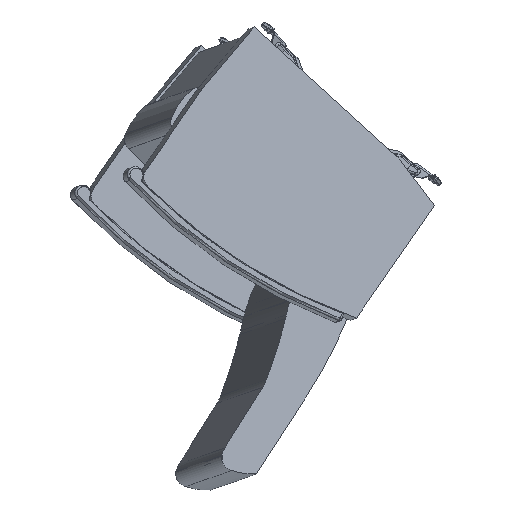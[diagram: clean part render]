
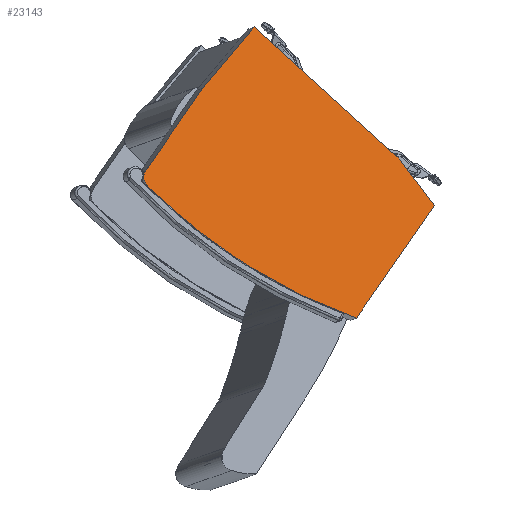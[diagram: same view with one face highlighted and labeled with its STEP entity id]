
A CAD part, left-side view. The second image highlights one B-rep face of the part: STEP entity #23143.
In plain terms, the highlighted face is planar.
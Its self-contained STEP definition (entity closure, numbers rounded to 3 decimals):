
#2515=CIRCLE('',#25665,1.25);
#2517=CIRCLE('',#25668,60.25);
#2519=CIRCLE('',#25671,60.25);
#2521=CIRCLE('',#25677,3.);
#3500=PLANE('',#25680);
#4722=FACE_OUTER_BOUND('',#5997,.T.);
#5997=EDGE_LOOP('',(#21626,#21627,#21628,#21629,#21630,#21631,#21632,#21633,
#21634,#21635,#21636));
#7625=LINE('',#47549,#9257);
#7629=LINE('',#47557,#9261);
#7632=LINE('',#47563,#9264);
#7635=LINE('',#47569,#9267);
#7641=LINE('',#47593,#9273);
#7644=LINE('',#47599,#9276);
#7647=LINE('',#47605,#9279);
#9257=VECTOR('',#31994,0.394);
#9261=VECTOR('',#32000,0.394);
#9264=VECTOR('',#32005,0.394);
#9267=VECTOR('',#32010,0.394);
#9273=VECTOR('',#32036,0.394);
#9276=VECTOR('',#32041,0.394);
#9279=VECTOR('',#32046,0.394);
#11876=VERTEX_POINT('',#47547);
#11877=VERTEX_POINT('',#47548);
#11880=VERTEX_POINT('',#47556);
#11882=VERTEX_POINT('',#47562);
#11884=VERTEX_POINT('',#47568);
#11886=VERTEX_POINT('',#47574);
#11888=VERTEX_POINT('',#47580);
#11890=VERTEX_POINT('',#47586);
#11892=VERTEX_POINT('',#47592);
#11894=VERTEX_POINT('',#47598);
#11896=VERTEX_POINT('',#47604);
#15127=EDGE_CURVE('',#11876,#11877,#7625,.T.);
#15131=EDGE_CURVE('',#11877,#11880,#7629,.T.);
#15134=EDGE_CURVE('',#11880,#11882,#7632,.T.);
#15137=EDGE_CURVE('',#11882,#11884,#7635,.T.);
#15140=EDGE_CURVE('',#11884,#11886,#2515,.T.);
#15143=EDGE_CURVE('',#11886,#11888,#2517,.T.);
#15146=EDGE_CURVE('',#11888,#11890,#2519,.T.);
#15149=EDGE_CURVE('',#11890,#11892,#7641,.T.);
#15152=EDGE_CURVE('',#11892,#11894,#7644,.T.);
#15155=EDGE_CURVE('',#11894,#11896,#7647,.T.);
#15158=EDGE_CURVE('',#11896,#11876,#2521,.T.);
#21626=ORIENTED_EDGE('',*,*,#15127,.T.);
#21627=ORIENTED_EDGE('',*,*,#15131,.T.);
#21628=ORIENTED_EDGE('',*,*,#15134,.T.);
#21629=ORIENTED_EDGE('',*,*,#15137,.T.);
#21630=ORIENTED_EDGE('',*,*,#15140,.T.);
#21631=ORIENTED_EDGE('',*,*,#15143,.T.);
#21632=ORIENTED_EDGE('',*,*,#15146,.T.);
#21633=ORIENTED_EDGE('',*,*,#15149,.T.);
#21634=ORIENTED_EDGE('',*,*,#15152,.T.);
#21635=ORIENTED_EDGE('',*,*,#15155,.T.);
#21636=ORIENTED_EDGE('',*,*,#15158,.T.);
#23143=ADVANCED_FACE('',(#4722),#3500,.T.);
#25665=AXIS2_PLACEMENT_3D('',#47575,#32015,#32016);
#25668=AXIS2_PLACEMENT_3D('',#47581,#32022,#32023);
#25671=AXIS2_PLACEMENT_3D('',#47587,#32029,#32030);
#25677=AXIS2_PLACEMENT_3D('',#47610,#32051,#32052);
#25680=AXIS2_PLACEMENT_3D('',#47613,#32057,#32058);
#31994=DIRECTION('',(1.,0.001,0.));
#32000=DIRECTION('',(-0.014,1.,0.));
#32005=DIRECTION('',(-0.11,0.994,0.));
#32010=DIRECTION('',(-0.106,0.994,0.));
#32015=DIRECTION('center_axis',(0.,0.,1.));
#32016=DIRECTION('ref_axis',(-0.988,-0.154,0.));
#32022=DIRECTION('center_axis',(0.,0.,1.));
#32023=DIRECTION('ref_axis',(-0.055,-0.998,0.));
#32029=DIRECTION('center_axis',(0.,0.,1.));
#32030=DIRECTION('ref_axis',(-0.04,-0.999,0.));
#32036=DIRECTION('',(0.106,-0.994,0.));
#32041=DIRECTION('',(0.106,-0.994,0.));
#32046=DIRECTION('',(0.983,-0.184,0.));
#32051=DIRECTION('center_axis',(0.,0.,1.));
#32052=DIRECTION('ref_axis',(0.184,0.983,0.));
#32057=DIRECTION('center_axis',(0.,0.,1.));
#32058=DIRECTION('ref_axis',(1.,0.,0.));
#47547=CARTESIAN_POINT('',(12.578,-30.83,3.));
#47548=CARTESIAN_POINT('',(33.501,-30.818,3.));
#47549=CARTESIAN_POINT('',(25.754,-30.822,3.));
#47556=CARTESIAN_POINT('',(33.38,-21.968,3.));
#47557=CARTESIAN_POINT('',(33.352,-19.88,3.));
#47562=CARTESIAN_POINT('',(32.223,-11.504,3.));
#47563=CARTESIAN_POINT('',(32.492,-13.936,3.));
#47568=CARTESIAN_POINT('',(32.169,-10.998,3.));
#47569=CARTESIAN_POINT('',(32.459,-13.713,3.));
#47574=CARTESIAN_POINT('',(30.995,-9.942,3.));
#47575=CARTESIAN_POINT('Origin',(30.934,-11.19,3.));
#47580=CARTESIAN_POINT('',(30.374,-9.911,3.));
#47581=CARTESIAN_POINT('Origin',(27.682,-70.101,3.));
#47586=CARTESIAN_POINT('',(4.41,-14.669,3.));
#47587=CARTESIAN_POINT('Origin',(27.989,-70.114,3.));
#47592=CARTESIAN_POINT('',(4.582,-16.282,3.));
#47593=CARTESIAN_POINT('',(4.748,-17.839,3.));
#47598=CARTESIAN_POINT('',(6.009,-29.65,3.));
#47599=CARTESIAN_POINT('',(5.462,-24.523,3.));
#47604=CARTESIAN_POINT('',(12.022,-30.778,3.));
#47605=CARTESIAN_POINT('',(13.752,-31.103,3.));
#47610=CARTESIAN_POINT('Origin',(12.575,-27.83,3.));
#47613=CARTESIAN_POINT('Origin',(18.,-18.,3.));
